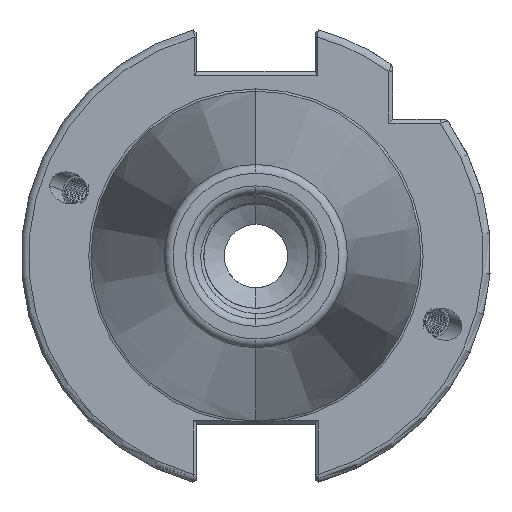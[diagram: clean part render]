
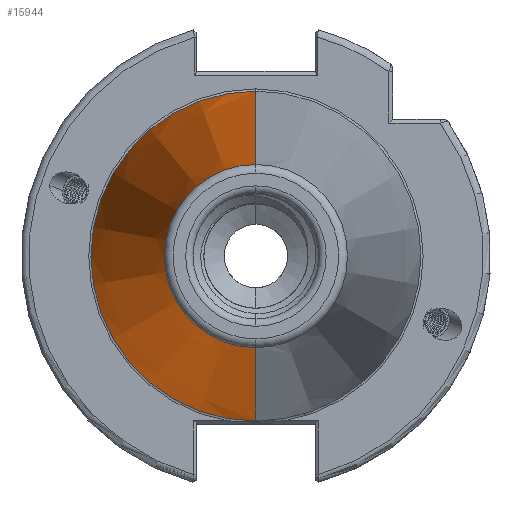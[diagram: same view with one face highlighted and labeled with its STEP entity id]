
A CAD part, left-side view. The second image highlights one B-rep face of the part: STEP entity #15944.
In plain terms, the highlighted conical face has half-angle 8.297 degrees and reference radius 22.692 mm.
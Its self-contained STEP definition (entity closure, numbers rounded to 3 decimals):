
#442 = CIRCLE ( 'NONE', #11104, 22.327 ) ;
#468 = CIRCLE ( 'NONE', #16635, 12.4 ) ;
#2397 = VERTEX_POINT ( 'NONE', #15313 ) ;
#2398 = VERTEX_POINT ( 'NONE', #15314 ) ;
#2407 = VERTEX_POINT ( 'NONE', #15323 ) ;
#2408 = VERTEX_POINT ( 'NONE', #15324 ) ;
#2838 = ORIENTED_EDGE ( 'NONE', *, *, #6553, .F. ) ;
#2839 = ORIENTED_EDGE ( 'NONE', *, *, #6549, .T. ) ;
#2840 = ORIENTED_EDGE ( 'NONE', *, *, #6551, .F. ) ;
#2841 = ORIENTED_EDGE ( 'NONE', *, *, #6531, .T. ) ;
#3060 = EDGE_LOOP ( 'NONE', ( #2841, #2839, #2840, #2838 ) ) ;
#3594 = CARTESIAN_POINT ( 'NONE',  ( -70.573, 0., 0. ) ) ;
#3595 = DIRECTION ( 'NONE',  ( 1., 0., 0. ) ) ;
#3596 = DIRECTION ( 'NONE',  ( 0., 0., 1. ) ) ;
#3649 = LINE ( 'NONE', #3650, #16665 ) ;
#3650 = CARTESIAN_POINT ( 'NONE',  ( 0., 0., 22.692 ) ) ;
#3651 = DIRECTION ( 'NONE',  ( 0.99, 0., 0.144 ) ) ;
#3654 = CARTESIAN_POINT ( 'NONE',  ( -2.5, 0., 0. ) ) ;
#3655 = DIRECTION ( 'NONE',  ( 1., 0., 0. ) ) ;
#3656 = DIRECTION ( 'NONE',  ( 0., 0., -1. ) ) ;
#3660 = LINE ( 'NONE', #3661, #14245 ) ;
#3661 = CARTESIAN_POINT ( 'NONE',  ( 0., 0., -22.692 ) ) ;
#3662 = DIRECTION ( 'NONE',  ( 0.99, 0., -0.144 ) ) ;
#6531 = EDGE_CURVE ( 'NONE', #2398, #2397, #468, .T. ) ;
#6549 = EDGE_CURVE ( 'NONE', #2397, #2407, #3649, .T. ) ;
#6551 = EDGE_CURVE ( 'NONE', #2408, #2407, #442, .T. ) ;
#6553 = EDGE_CURVE ( 'NONE', #2398, #2408, #3660, .T. ) ;
#7699 = CARTESIAN_POINT ( 'NONE',  ( 0., 0., 0. ) ) ;
#7700 = DIRECTION ( 'NONE',  ( 1., 0., 0. ) ) ;
#7701 = DIRECTION ( 'NONE',  ( 0., 0., -1. ) ) ;
#8626 = FACE_OUTER_BOUND ( 'NONE', #3060, .T. ) ;
#8630 = AXIS2_PLACEMENT_3D ( 'NONE', #7699, #7700, #7701 ) ;
#9547 = CONICAL_SURFACE ( 'NONE', #8630, 22.692, 0.145 ) ;
#11104 = AXIS2_PLACEMENT_3D ( 'NONE', #3654, #3655, #3656 ) ;
#14245 = VECTOR ( 'NONE', #3662, 1000. ) ;
#15313 = CARTESIAN_POINT ( 'NONE',  ( -70.573, 0., 12.4 ) ) ;
#15314 = CARTESIAN_POINT ( 'NONE',  ( -70.573, 0., -12.4 ) ) ;
#15323 = CARTESIAN_POINT ( 'NONE',  ( -2.5, 0., 22.327 ) ) ;
#15324 = CARTESIAN_POINT ( 'NONE',  ( -2.5, 0., -22.327 ) ) ;
#15944 = ADVANCED_FACE ( 'NONE', ( #8626 ), #9547, .T. ) ;
#16635 = AXIS2_PLACEMENT_3D ( 'NONE', #3594, #3595, #3596 ) ;
#16665 = VECTOR ( 'NONE', #3651, 1000. ) ;
